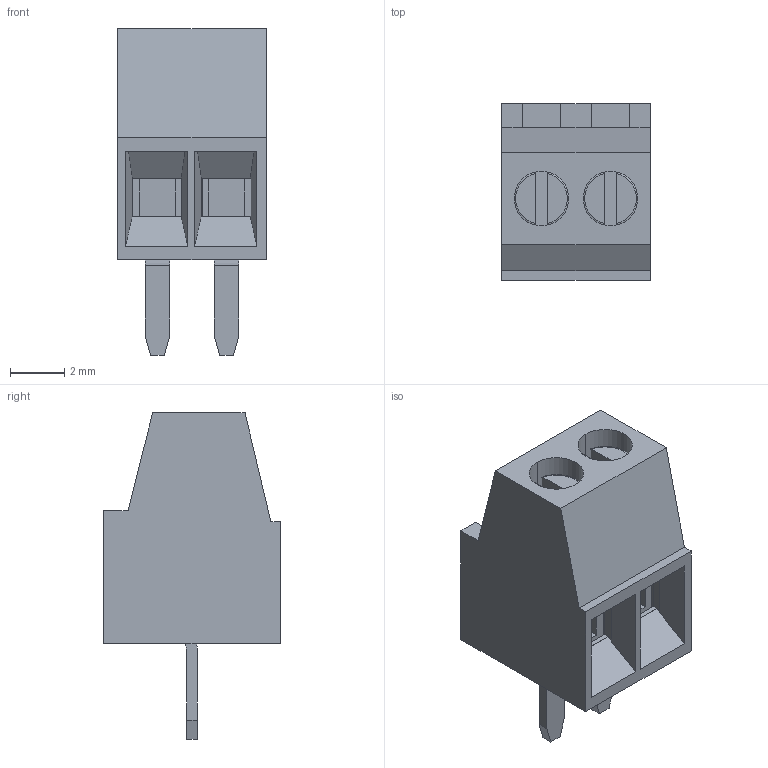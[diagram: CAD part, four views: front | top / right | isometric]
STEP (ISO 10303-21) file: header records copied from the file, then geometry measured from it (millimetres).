
FILE_DESCRIPTION(('STEP AP242'),'1');
FILE_NAME('691210910002.stp','2018-11-30T05:08:32',('TraceParts'),('TraceParts S.A.'),'Spatial InterOp 3D',' ',' ');
FILE_SCHEMA(('AP242_MANAGED_MODEL_BASED_3D_ENGINEERING_MIM_LF {1 0 10303 442 1 1 4}'));
Length unit declared in the file: millimetre
Products named in the file (1): 691210910002_1
Bounding box: 5.48 x 6.5 x 12 mm (x, y, z)
Volume: 182.3 mm3; surface area: 715.4 mm2
Topology: 7 solids, 7 shells, 216 faces, 590 edges, 388 vertices
Faces by surface type: plane 172, cylinder 32, torus 8, cone 4
Entity records: 8686 total; most frequent: CARTESIAN_POINT 1321, ORIENTED_EDGE 1180, DIRECTION 1136, EDGE_CURVE 590, LINE 474, VECTOR 474, VERTEX_POINT 388, AXIS2_PLACEMENT_3D 331
